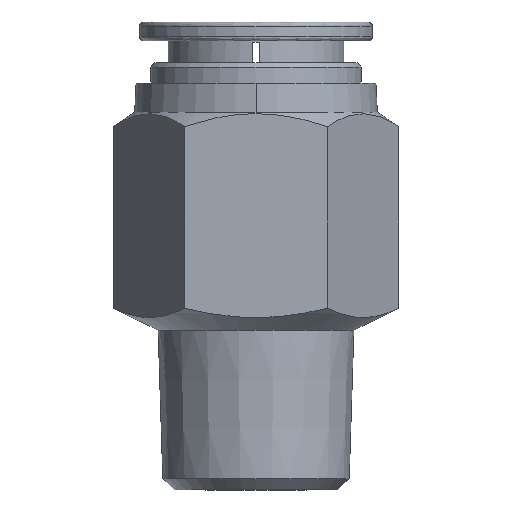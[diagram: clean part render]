
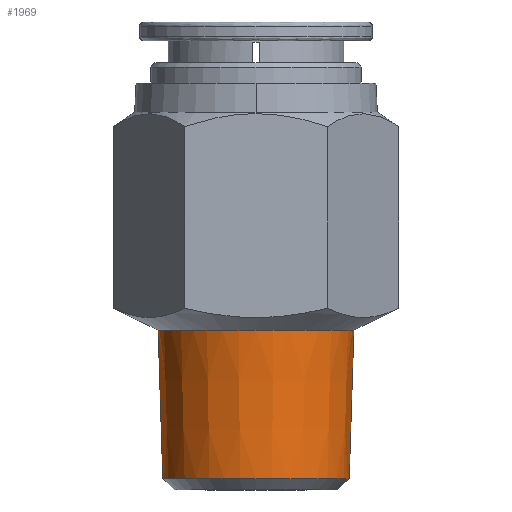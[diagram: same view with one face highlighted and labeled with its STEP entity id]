
A CAD part, front view. The second image highlights one B-rep face of the part: STEP entity #1969.
In plain terms, the highlighted conical face has half-angle 1.79 degrees and reference radius 6.734 mm.
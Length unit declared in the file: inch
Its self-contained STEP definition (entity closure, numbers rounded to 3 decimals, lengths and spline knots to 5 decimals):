
#381 = LINE ( 'NONE', #2906, #2874 ) ;
#396 = CARTESIAN_POINT ( 'NONE',  ( 0.25253, 0., 0.03051 ) ) ;
#488 = DIRECTION ( 'NONE',  ( 0., 0., 1. ) ) ;
#501 = DIRECTION ( 'NONE',  ( 1., 0., 0. ) ) ;
#598 = CONICAL_SURFACE ( 'NONE', #1823, 0.26511, 0.031 ) ;
#805 = DIRECTION ( 'NONE',  ( 1., 0., 0. ) ) ;
#808 = CARTESIAN_POINT ( 'NONE',  ( 0., 0., 0.03051 ) ) ;
#828 = EDGE_CURVE ( 'NONE', #1956, #2406, #381, .T. ) ;
#905 = CIRCLE ( 'NONE', #989, 0.25253 ) ;
#959 = CARTESIAN_POINT ( 'NONE',  ( -0.25253, 0., 0.03051 ) ) ;
#975 = DIRECTION ( 'NONE',  ( 0.031, 0., 1. ) ) ;
#989 = AXIS2_PLACEMENT_3D ( 'NONE', #808, #1045, #2971 ) ;
#1032 = ORIENTED_EDGE ( 'NONE', *, *, #828, .F. ) ;
#1043 = CARTESIAN_POINT ( 'NONE',  ( 0., 0., 0.43307 ) ) ;
#1045 = DIRECTION ( 'NONE',  ( 0., 0., 1. ) ) ;
#1086 = ORIENTED_EDGE ( 'NONE', *, *, #2286, .T. ) ;
#1167 = LINE ( 'NONE', #3125, #1474 ) ;
#1344 = VERTEX_POINT ( 'NONE', #396 ) ;
#1472 = DIRECTION ( 'NONE',  ( -0.031, 0., 1. ) ) ;
#1474 = VECTOR ( 'NONE', #975, 39.37008 ) ;
#1682 = CARTESIAN_POINT ( 'NONE',  ( 0., 0., 0.43307 ) ) ;
#1803 = CIRCLE ( 'NONE', #2246, 0.26511 ) ;
#1808 = EDGE_CURVE ( 'NONE', #3087, #2406, #1803, .T. ) ;
#1823 = AXIS2_PLACEMENT_3D ( 'NONE', #1682, #488, #501 ) ;
#1877 = ORIENTED_EDGE ( 'NONE', *, *, #1808, .T. ) ;
#1956 = VERTEX_POINT ( 'NONE', #959 ) ;
#1969 = ADVANCED_FACE ( 'NONE', ( #2304 ), #598, .T. ) ;
#2084 = CARTESIAN_POINT ( 'NONE',  ( -0.26511, 0., 0.43307 ) ) ;
#2107 = ORIENTED_EDGE ( 'NONE', *, *, #2642, .T. ) ;
#2246 = AXIS2_PLACEMENT_3D ( 'NONE', #1043, #2317, #805 ) ;
#2286 = EDGE_CURVE ( 'NONE', #1956, #1344, #905, .T. ) ;
#2304 = FACE_OUTER_BOUND ( 'NONE', #2813, .T. ) ;
#2317 = DIRECTION ( 'NONE',  ( 0., 0., -1. ) ) ;
#2406 = VERTEX_POINT ( 'NONE', #2084 ) ;
#2642 = EDGE_CURVE ( 'NONE', #1344, #3087, #1167, .T. ) ;
#2749 = CARTESIAN_POINT ( 'NONE',  ( 0.26511, 0., 0.43307 ) ) ;
#2813 = EDGE_LOOP ( 'NONE', ( #1032, #1086, #2107, #1877 ) ) ;
#2874 = VECTOR ( 'NONE', #1472, 39.37008 ) ;
#2906 = CARTESIAN_POINT ( 'NONE',  ( -0.26511, 0., 0.43307 ) ) ;
#2971 = DIRECTION ( 'NONE',  ( 1., 0., 0. ) ) ;
#3087 = VERTEX_POINT ( 'NONE', #2749 ) ;
#3125 = CARTESIAN_POINT ( 'NONE',  ( 0.26511, 0., 0.43307 ) ) ;
